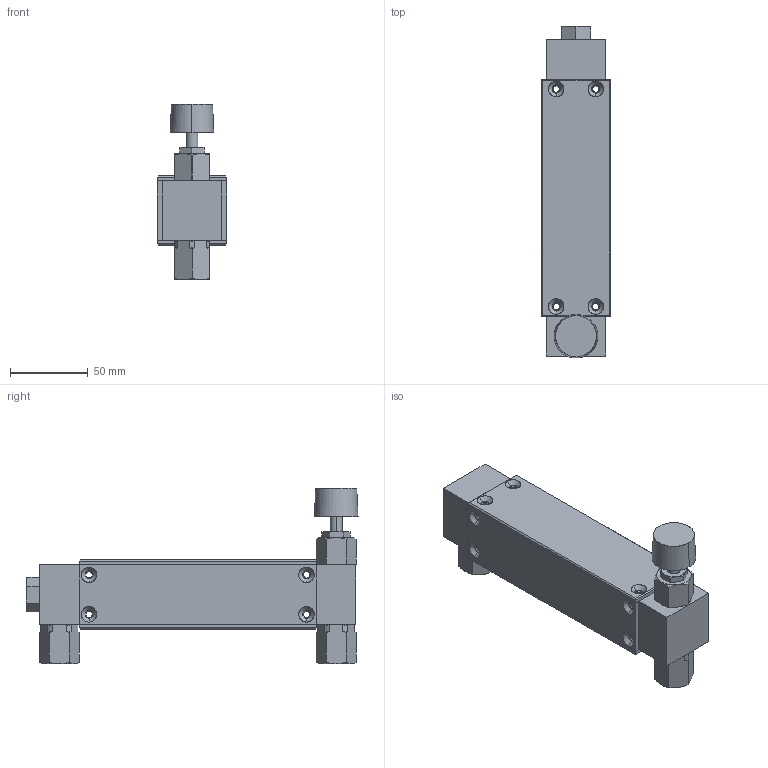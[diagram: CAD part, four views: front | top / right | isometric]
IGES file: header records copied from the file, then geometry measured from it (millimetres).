
Start section: SolidWorks IGES file using analytic representation for surfaces
Global section: file name: 1358F-2-B-1.IGS; native system: SolidWorks 2014; preprocessor: SolidWorks 2014; author: CFehr; date: 170301.153008; units: inch
Bounding box: 44.45 x 213.23 x 112.78 mm (x, y, z)
Surface area: 55894.3 mm2 (no closed solid volume)
Topology: 0 solids, 0 shells, 273 faces, 3738 edges, 3738 vertices
Faces by surface type: revolution 189, bspline 84
